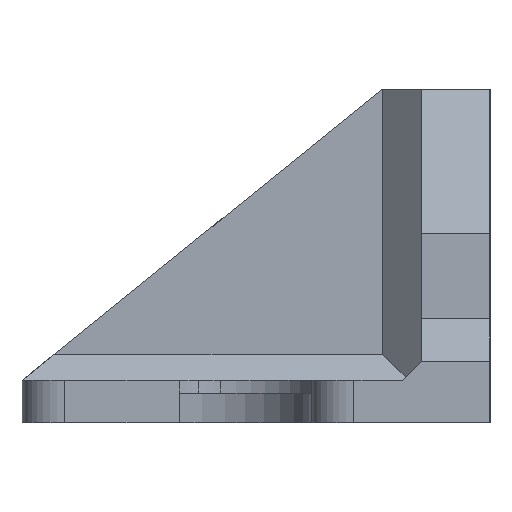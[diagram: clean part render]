
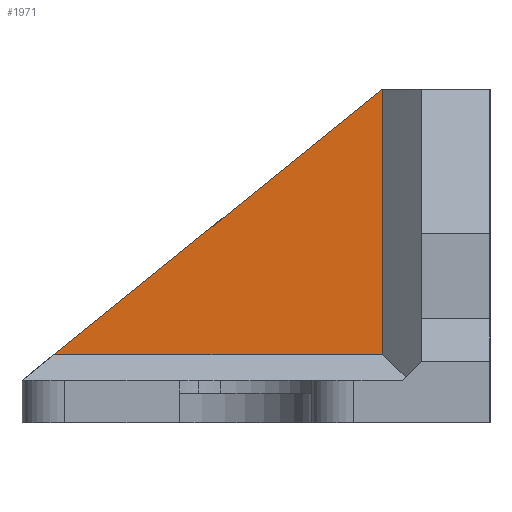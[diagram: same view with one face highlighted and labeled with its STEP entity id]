
A CAD part, left-side view. The second image highlights one B-rep face of the part: STEP entity #1971.
In plain terms, the highlighted planar face has unit normal (-1, 0, 0).
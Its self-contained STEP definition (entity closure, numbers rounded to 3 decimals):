
#31 = DIRECTION ( 'NONE',  ( 0., 0., 1. ) ) ;
#154 = DIRECTION ( 'NONE',  ( 1., 0., 0. ) ) ;
#275 = LINE ( 'NONE', #1443, #1785 ) ;
#318 = CARTESIAN_POINT ( 'NONE',  ( -5., 12.638, 8. ) ) ;
#521 = LINE ( 'NONE', #786, #1365 ) ;
#635 = FACE_OUTER_BOUND ( 'NONE', #1363, .T. ) ;
#675 = VECTOR ( 'NONE', #1033, 1000. ) ;
#786 = CARTESIAN_POINT ( 'NONE',  ( -5., 55., 5. ) ) ;
#974 = EDGE_CURVE ( 'NONE', #2569, #2219, #521, .T. ) ;
#1033 = DIRECTION ( 'NONE',  ( 0., 1., 0. ) ) ;
#1361 = CARTESIAN_POINT ( 'NONE',  ( -5., 51.289, 8. ) ) ;
#1363 = EDGE_LOOP ( 'NONE', ( #2003, #1961, #2763 ) ) ;
#1365 = VECTOR ( 'NONE', #1960, 1000. ) ;
#1443 = CARTESIAN_POINT ( 'NONE',  ( -5., 12.638, -1.359 ) ) ;
#1778 = VERTEX_POINT ( 'NONE', #318 ) ;
#1785 = VECTOR ( 'NONE', #31, 1000. ) ;
#1960 = DIRECTION ( 'NONE',  ( 0., 0.778, -0.629 ) ) ;
#1961 = ORIENTED_EDGE ( 'NONE', *, *, #974, .T. ) ;
#1971 = ADVANCED_FACE ( 'NONE', ( #635 ), #2344, .F. ) ;
#2003 = ORIENTED_EDGE ( 'NONE', *, *, #2725, .T. ) ;
#2053 = CARTESIAN_POINT ( 'NONE',  ( -5., 55., 8. ) ) ;
#2083 = LINE ( 'NONE', #2053, #675 ) ;
#2119 = CARTESIAN_POINT ( 'NONE',  ( -5., 0., 0. ) ) ;
#2209 = EDGE_CURVE ( 'NONE', #1778, #2219, #2083, .T. ) ;
#2219 = VERTEX_POINT ( 'NONE', #1361 ) ;
#2344 = PLANE ( 'NONE',  #2519 ) ;
#2519 = AXIS2_PLACEMENT_3D ( 'NONE', #2119, #154, #3096 ) ;
#2569 = VERTEX_POINT ( 'NONE', #2639 ) ;
#2639 = CARTESIAN_POINT ( 'NONE',  ( -5., 12.638, 39.25 ) ) ;
#2725 = EDGE_CURVE ( 'NONE', #1778, #2569, #275, .T. ) ;
#2763 = ORIENTED_EDGE ( 'NONE', *, *, #2209, .F. ) ;
#3096 = DIRECTION ( 'NONE',  ( 0., 0., 1. ) ) ;
